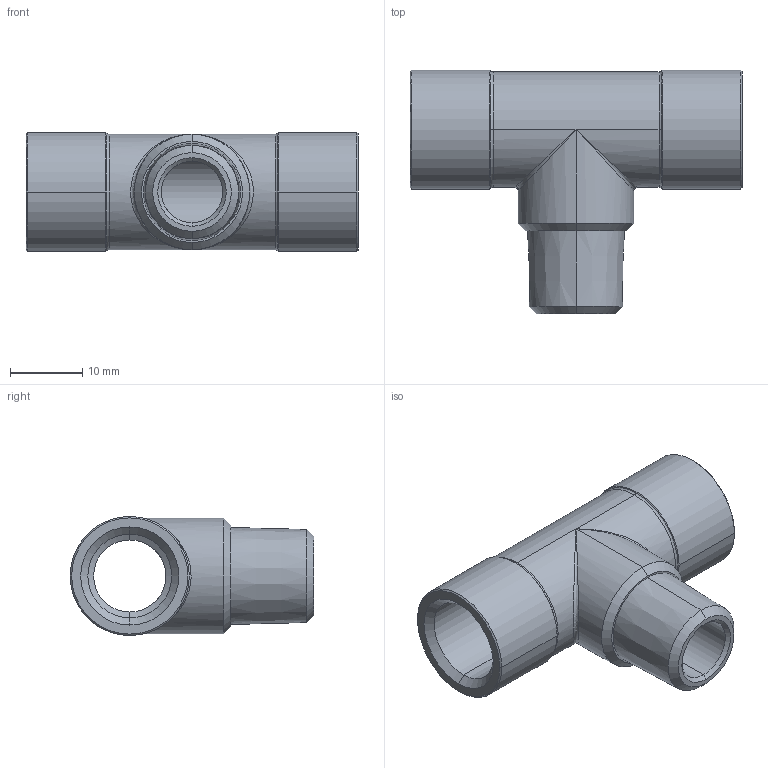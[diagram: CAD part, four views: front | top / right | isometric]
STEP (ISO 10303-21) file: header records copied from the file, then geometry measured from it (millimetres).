
FILE_DESCRIPTION (( 'STEP AP203' ), '1' );
FILE_NAME ('X5140002.STEP', '2011-10-25T08:26:44', ( 'SP' ), ( 'sopra-pneumatic' ), 'SwSTEP 2.0', 'SolidWorks 2011', '' );
FILE_SCHEMA (( 'CONFIG_CONTROL_DESIGN' ));
Length unit declared in the file: millimetre
Products named in the file (1): X5140002
Bounding box: 46 x 33.75 x 16.5 mm (x, y, z)
Volume: 6963.3 mm3; surface area: 5369 mm2
Topology: 1 solids, 1 shells, 51 faces, 110 edges, 58 vertices
Faces by surface type: cone 24, cylinder 17, torus 4, plane 4, bspline 2
Entity records: 1666 total; most frequent: CARTESIAN_POINT 487, DIRECTION 258, ORIENTED_EDGE 212, AXIS2_PLACEMENT_3D 108, EDGE_CURVE 106, CIRCLE 58, VERTEX_POINT 58, EDGE_LOOP 56
